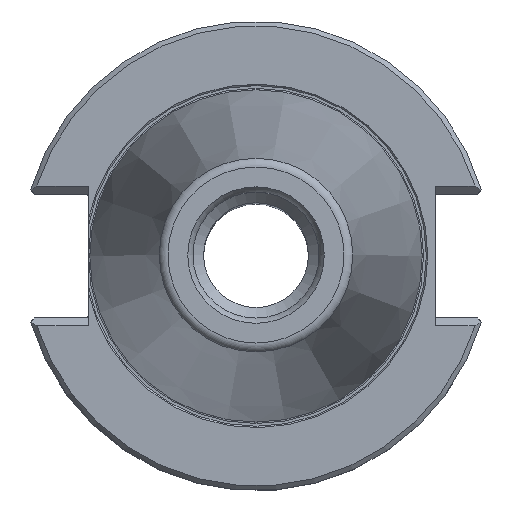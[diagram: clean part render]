
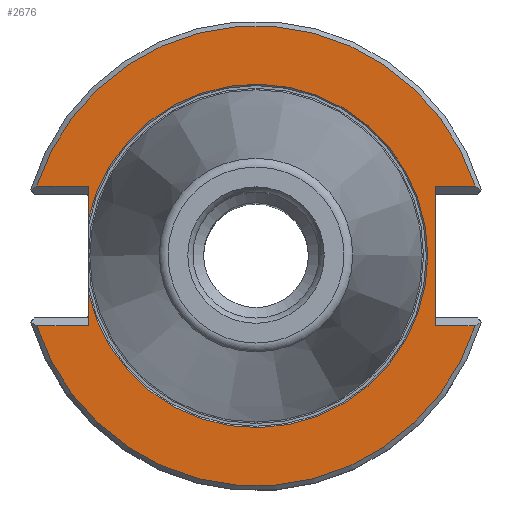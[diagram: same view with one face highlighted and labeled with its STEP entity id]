
A CAD part, top view. The second image highlights one B-rep face of the part: STEP entity #2676.
In plain terms, the highlighted planar face has unit normal (0, 0, 1).
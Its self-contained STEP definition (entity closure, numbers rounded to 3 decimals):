
#37=LINE('',#3710,#136);
#39=LINE('',#3724,#138);
#51=LINE('',#3762,#150);
#60=LINE('',#3795,#159);
#63=LINE('',#3805,#162);
#64=LINE('',#3810,#163);
#65=LINE('',#3811,#164);
#136=VECTOR('',#3095,1000.);
#138=VECTOR('',#3097,1000.);
#150=VECTOR('',#3131,1000.);
#159=VECTOR('',#3164,1000.);
#162=VECTOR('',#3173,1000.);
#163=VECTOR('',#3178,1000.);
#164=VECTOR('',#3179,1000.);
#308=PLANE('',#2834);
#443=ORIENTED_EDGE('',*,*,#917,.F.);
#444=ORIENTED_EDGE('',*,*,#876,.F.);
#445=ORIENTED_EDGE('',*,*,#918,.F.);
#446=ORIENTED_EDGE('',*,*,#872,.F.);
#447=ORIENTED_EDGE('',*,*,#912,.T.);
#448=ORIENTED_EDGE('',*,*,#919,.T.);
#449=ORIENTED_EDGE('',*,*,#920,.T.);
#450=ORIENTED_EDGE('',*,*,#895,.F.);
#451=ORIENTED_EDGE('',*,*,#921,.F.);
#452=ORIENTED_EDGE('',*,*,#922,.T.);
#872=EDGE_CURVE('',#1119,#1121,#37,.T.);
#876=EDGE_CURVE('',#1124,#1125,#39,.T.);
#895=EDGE_CURVE('',#1139,#1140,#51,.T.);
#912=EDGE_CURVE('',#1119,#1152,#60,.T.);
#917=EDGE_CURVE('',#1125,#1156,#63,.T.);
#918=EDGE_CURVE('',#1121,#1124,#1307,.T.);
#919=EDGE_CURVE('',#1152,#1157,#1308,.T.);
#920=EDGE_CURVE('',#1157,#1140,#64,.T.);
#921=EDGE_CURVE('',#1158,#1139,#65,.T.);
#922=EDGE_CURVE('',#1158,#1156,#1309,.T.);
#1119=VERTEX_POINT('',#3708);
#1121=VERTEX_POINT('',#3711);
#1124=VERTEX_POINT('',#3723);
#1125=VERTEX_POINT('',#3725);
#1139=VERTEX_POINT('',#3761);
#1140=VERTEX_POINT('',#3763);
#1152=VERTEX_POINT('',#3796);
#1156=VERTEX_POINT('',#3806);
#1157=VERTEX_POINT('',#3809);
#1158=VERTEX_POINT('',#3812);
#1307=CIRCLE('',#2835,36.);
#1308=CIRCLE('',#2836,48.215);
#1309=CIRCLE('',#2837,48.215);
#1431=EDGE_LOOP('',(#443,#444,#445,#446,#447,#448,#449,#450,#451,#452));
#1612=FACE_BOUND('',#1431,.T.);
#2676=ADVANCED_FACE('',(#1612),#308,.T.);
#2834=AXIS2_PLACEMENT_3D('',#3804,#3171,#3172);
#2835=AXIS2_PLACEMENT_3D('',#3807,#3174,#3175);
#2836=AXIS2_PLACEMENT_3D('',#3808,#3176,#3177);
#2837=AXIS2_PLACEMENT_3D('',#3813,#3180,#3181);
#3095=DIRECTION('',(0.,1.,0.));
#3097=DIRECTION('',(0.,1.,0.));
#3131=DIRECTION('',(0.,-1.,0.));
#3164=DIRECTION('',(-1.,0.,0.));
#3171=DIRECTION('',(0.,0.,1.));
#3172=DIRECTION('',(1.,0.,0.));
#3173=DIRECTION('',(-1.,0.,0.));
#3174=DIRECTION('',(0.,0.,1.));
#3175=DIRECTION('',(1.,0.,0.));
#3176=DIRECTION('',(0.,0.,1.));
#3177=DIRECTION('',(1.,0.,0.));
#3178=DIRECTION('',(-1.,0.,0.));
#3179=DIRECTION('',(-1.,0.,0.));
#3180=DIRECTION('',(0.,0.,1.));
#3181=DIRECTION('',(1.,0.,0.));
#3708=CARTESIAN_POINT('',(-35.16,-14.655,-1.5));
#3710=CARTESIAN_POINT('',(-35.16,12.955,-1.5));
#3711=CARTESIAN_POINT('',(-35.16,-7.731,-1.5));
#3723=CARTESIAN_POINT('',(-35.16,7.731,-1.5));
#3724=CARTESIAN_POINT('',(-35.16,12.955,-1.5));
#3725=CARTESIAN_POINT('',(-35.16,14.655,-1.5));
#3761=CARTESIAN_POINT('',(37.57,14.655,-1.5));
#3762=CARTESIAN_POINT('',(37.57,-12.955,-1.5));
#3763=CARTESIAN_POINT('',(37.57,-14.655,-1.5));
#3795=CARTESIAN_POINT('',(-228.637,-14.655,-1.5));
#3796=CARTESIAN_POINT('',(-45.934,-14.655,-1.5));
#3804=CARTESIAN_POINT('',(0.,35.144,-1.5));
#3805=CARTESIAN_POINT('',(-228.637,14.655,-1.5));
#3806=CARTESIAN_POINT('',(-45.934,14.655,-1.5));
#3807=CARTESIAN_POINT('',(0.,0.,-1.5));
#3808=CARTESIAN_POINT('',(0.,0.,-1.5));
#3809=CARTESIAN_POINT('',(45.934,-14.655,-1.5));
#3810=CARTESIAN_POINT('',(231.047,-14.655,-1.5));
#3811=CARTESIAN_POINT('',(231.047,14.655,-1.5));
#3812=CARTESIAN_POINT('',(45.934,14.655,-1.5));
#3813=CARTESIAN_POINT('',(0.,0.,-1.5));
